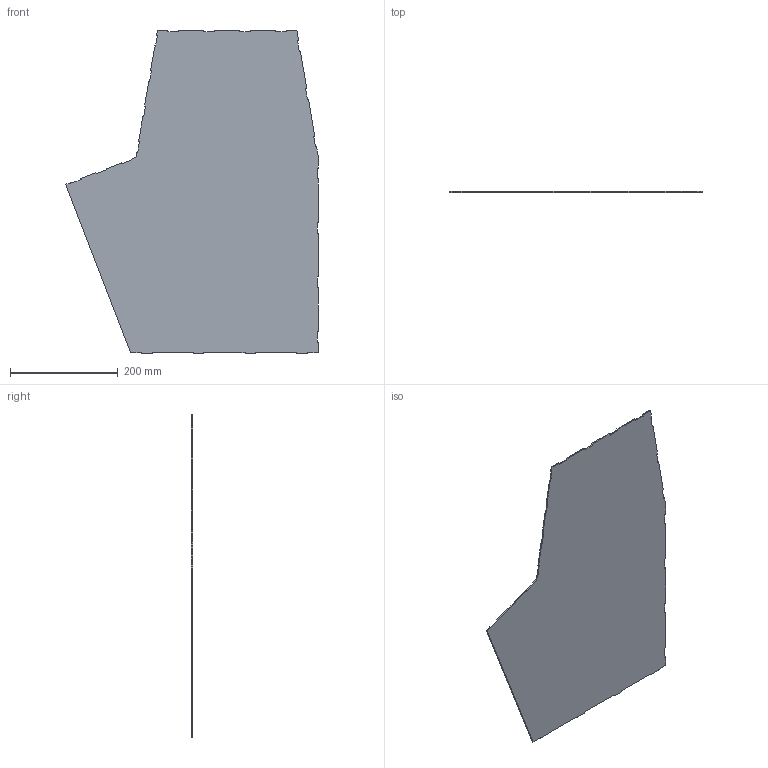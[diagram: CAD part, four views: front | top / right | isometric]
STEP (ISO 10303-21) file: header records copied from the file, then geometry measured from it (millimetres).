
FILE_DESCRIPTION (( 'STEP AP203' ), '1' );
FILE_NAME ('SHRPRO-V1 1300.05-A Hopper side plate.step', '2019-12-23T20:15:40', ( '' ), ( '' ), 'SwSTEP 2.0', 'SolidWorks 2018', '' );
FILE_SCHEMA (( 'CONFIG_CONTROL_DESIGN' ));
Length unit declared in the file: millimetre
Products named in the file (1): SHRPRO-V1 1300.05-A Hopper side plate
Bounding box: 469.63 x 2 x 602 mm (x, y, z)
Volume: 437234.2 mm3; surface area: 441266.4 mm2
Topology: 1 solids, 1 shells, 105 faces, 309 edges, 206 vertices
Faces by surface type: plane 105
Entity records: 3445 total; most frequent: CARTESIAN_POINT 676, ORIENTED_EDGE 618, DIRECTION 466, EDGE_CURVE 309, LINE 254, VECTOR 254, VERTEX_POINT 206, AXIS2_PLACEMENT_3D 106
